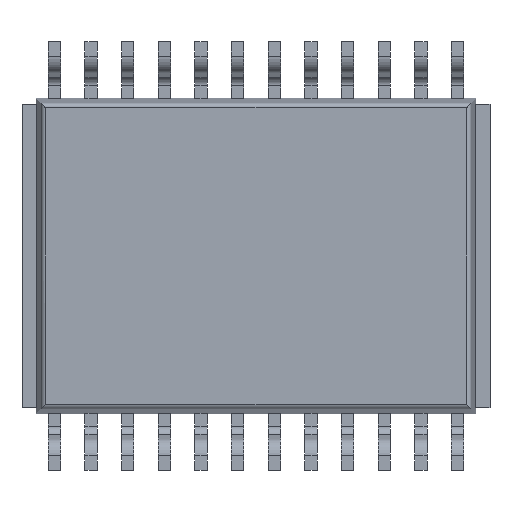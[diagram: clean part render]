
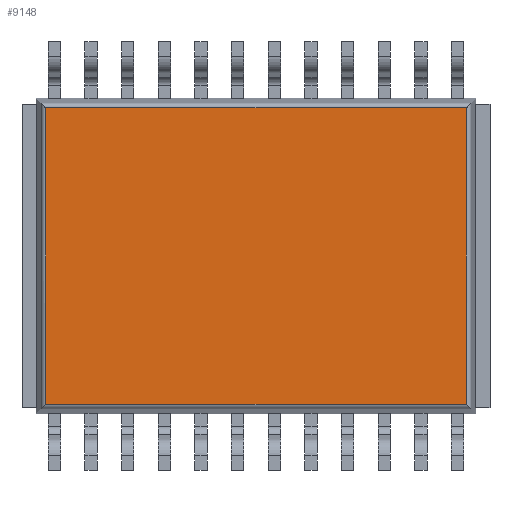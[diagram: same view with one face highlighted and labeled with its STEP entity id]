
A CAD part, front view. The second image highlights one B-rep face of the part: STEP entity #9148.
In plain terms, the highlighted planar face has unit normal (0, -1, 0).
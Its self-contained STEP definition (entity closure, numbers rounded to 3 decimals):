
#308 = LINE ( 'NONE', #10248, #4029 ) ;
#392 = VERTEX_POINT ( 'NONE', #2951 ) ;
#441 = ORIENTED_EDGE ( 'NONE', *, *, #9426, .T. ) ;
#839 = PLANE ( 'NONE',  #4099 ) ;
#914 = CARTESIAN_POINT ( 'NONE',  ( 3.802, 0.2, -2.632 ) ) ;
#1632 = EDGE_CURVE ( 'NONE', #6874, #6993, #4729, .T. ) ;
#2192 = VECTOR ( 'NONE', #6719, 1000. ) ;
#2951 = CARTESIAN_POINT ( 'NONE',  ( -3.732, 0.2, 2.632 ) ) ;
#4029 = VECTOR ( 'NONE', #10294, 1000. ) ;
#4099 = AXIS2_PLACEMENT_3D ( 'NONE', #12126, #8271, #11111 ) ;
#4112 = DIRECTION ( 'NONE',  ( -1., 0., 0. ) ) ;
#4729 = LINE ( 'NONE', #11557, #9482 ) ;
#4821 = ORIENTED_EDGE ( 'NONE', *, *, #5174, .T. ) ;
#5174 = EDGE_CURVE ( 'NONE', #5497, #6874, #5613, .T. ) ;
#5310 = CARTESIAN_POINT ( 'NONE',  ( 3.732, 0.2, 2.632 ) ) ;
#5497 = VERTEX_POINT ( 'NONE', #6054 ) ;
#5613 = LINE ( 'NONE', #914, #2192 ) ;
#5877 = DIRECTION ( 'NONE',  ( 0., 0., 1. ) ) ;
#6054 = CARTESIAN_POINT ( 'NONE',  ( -3.732, 0.2, -2.632 ) ) ;
#6719 = DIRECTION ( 'NONE',  ( 1., 0., 0. ) ) ;
#6874 = VERTEX_POINT ( 'NONE', #7137 ) ;
#6993 = VERTEX_POINT ( 'NONE', #5310 ) ;
#7058 = CARTESIAN_POINT ( 'NONE',  ( -3.802, 0.2, 2.632 ) ) ;
#7137 = CARTESIAN_POINT ( 'NONE',  ( 3.732, 0.2, -2.632 ) ) ;
#7599 = ORIENTED_EDGE ( 'NONE', *, *, #1632, .T. ) ;
#7653 = EDGE_CURVE ( 'NONE', #392, #5497, #308, .T. ) ;
#8271 = DIRECTION ( 'NONE',  ( 0., -1., 0. ) ) ;
#8584 = FACE_OUTER_BOUND ( 'NONE', #11239, .T. ) ;
#9148 = ADVANCED_FACE ( 'NONE', ( #8584 ), #839, .T. ) ;
#9176 = LINE ( 'NONE', #7058, #11958 ) ;
#9426 = EDGE_CURVE ( 'NONE', #6993, #392, #9176, .T. ) ;
#9482 = VECTOR ( 'NONE', #5877, 1000. ) ;
#10248 = CARTESIAN_POINT ( 'NONE',  ( -3.732, 0.2, -2.702 ) ) ;
#10294 = DIRECTION ( 'NONE',  ( 0., 0., -1. ) ) ;
#10351 = ORIENTED_EDGE ( 'NONE', *, *, #7653, .T. ) ;
#11111 = DIRECTION ( 'NONE',  ( 0., 0., -1. ) ) ;
#11239 = EDGE_LOOP ( 'NONE', ( #4821, #7599, #441, #10351 ) ) ;
#11557 = CARTESIAN_POINT ( 'NONE',  ( 3.732, 0.2, 2.702 ) ) ;
#11958 = VECTOR ( 'NONE', #4112, 1000. ) ;
#12126 = CARTESIAN_POINT ( 'NONE',  ( 0., 0.2, 0. ) ) ;
